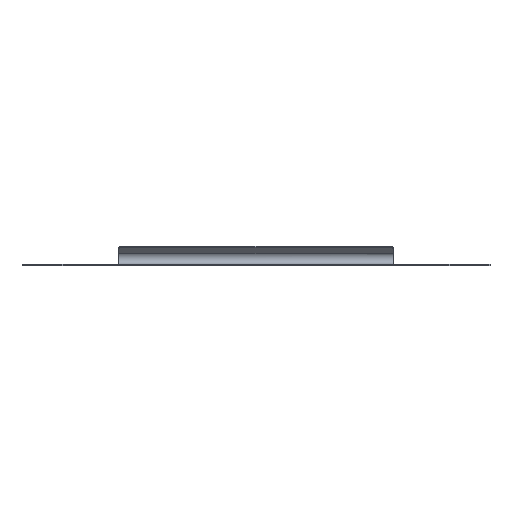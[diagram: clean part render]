
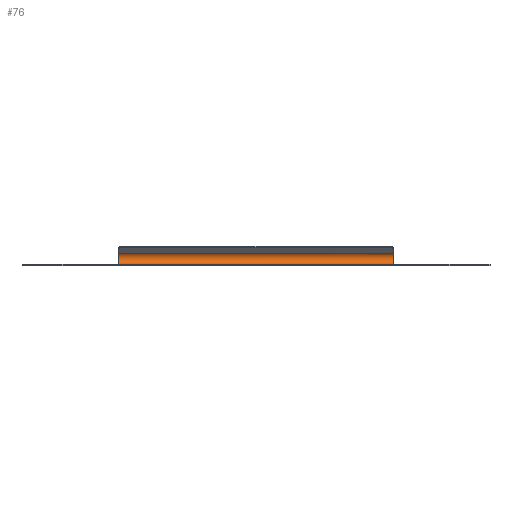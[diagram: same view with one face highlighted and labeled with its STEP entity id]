
A CAD part, front view. The second image highlights one B-rep face of the part: STEP entity #76.
In plain terms, the highlighted free-form (B-spline) face has degree [1, 2] with [2, 9] control points.
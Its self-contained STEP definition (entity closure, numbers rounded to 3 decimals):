
#76=ADVANCED_FACE('',(#333),#4120,.T.);
#333=FACE_OUTER_BOUND('',#616,.T.);
#616=EDGE_LOOP('',(#1123,#1124,#1125,#1126,#1127,#1128));
#1123=ORIENTED_EDGE('',*,*,#2401,.T.);
#1124=ORIENTED_EDGE('',*,*,#2398,.F.);
#1125=ORIENTED_EDGE('',*,*,#2400,.T.);
#1126=ORIENTED_EDGE('',*,*,#2403,.T.);
#1127=ORIENTED_EDGE('',*,*,#2399,.F.);
#1128=ORIENTED_EDGE('',*,*,#2402,.T.);
#2398=EDGE_CURVE('',#3853,#3854,#3226,.T.);
#2399=EDGE_CURVE('',#3856,#3855,#3227,.T.);
#2400=EDGE_CURVE('',#3853,#3857,#3228,.T.);
#2401=EDGE_CURVE('',#3858,#3854,#3229,.T.);
#2402=EDGE_CURVE('',#3856,#3858,#2966,.T.);
#2403=EDGE_CURVE('',#3857,#3855,#2967,.T.);
#2966=(
BOUNDED_CURVE()
B_SPLINE_CURVE(2,(#8299,#8300,#8301,#8302,#8303),.UNSPECIFIED.,.F.,.F.)
B_SPLINE_CURVE_WITH_KNOTS((3,2,3),(0.,4.287,8.574),
 .UNSPECIFIED.)
CURVE()
GEOMETRIC_REPRESENTATION_ITEM()
RATIONAL_B_SPLINE_CURVE((1.,0.86,1.,0.86,1.))
REPRESENTATION_ITEM('')
);
#2967=(
BOUNDED_CURVE()
B_SPLINE_CURVE(2,(#8304,#8305,#8306,#8307,#8308),.UNSPECIFIED.,.F.,.F.)
B_SPLINE_CURVE_WITH_KNOTS((3,2,3),(0.,4.287,8.574),
 .UNSPECIFIED.)
CURVE()
GEOMETRIC_REPRESENTATION_ITEM()
RATIONAL_B_SPLINE_CURVE((1.,0.86,1.,0.86,1.))
REPRESENTATION_ITEM('')
);
#3226=B_SPLINE_CURVE_WITH_KNOTS('',1,(#8287,#8288),.UNSPECIFIED.,.F.,.F.,
(2,2),(0.,173.536),.UNSPECIFIED.);
#3227=B_SPLINE_CURVE_WITH_KNOTS('',1,(#8289,#8290),.UNSPECIFIED.,.F.,.F.,
(2,2),(-173.,0.),.UNSPECIFIED.);
#3228=B_SPLINE_CURVE_WITH_KNOTS('',3,(#8291,#8292,#8293,#8294),
 .UNSPECIFIED.,.F.,.F.,(4,4),(0.,1.),.UNSPECIFIED.);
#3229=B_SPLINE_CURVE_WITH_KNOTS('',3,(#8295,#8296,#8297,#8298),
 .UNSPECIFIED.,.F.,.F.,(4,4),(0.,1.),.UNSPECIFIED.);
#3853=VERTEX_POINT('',#7459);
#3854=VERTEX_POINT('',#7460);
#3855=VERTEX_POINT('',#7461);
#3856=VERTEX_POINT('',#7462);
#3857=VERTEX_POINT('',#7463);
#3858=VERTEX_POINT('',#7464);
#4120=(
BOUNDED_SURFACE()
B_SPLINE_SURFACE(1,2,((#5113,#5114,#5115,#5116,#5117,#5118,#5119,#5120,
#5121),(#5122,#5123,#5124,#5125,#5126,#5127,#5128,#5129,#5130)),
 .UNSPECIFIED.,.F.,.F.,.F.)
B_SPLINE_SURFACE_WITH_KNOTS((2,2),(3,2,2,2,3),(0.,208.245),(0.,
1.571,3.142,4.712,6.283),
 .UNSPECIFIED.)
GEOMETRIC_REPRESENTATION_ITEM()
RATIONAL_B_SPLINE_SURFACE(((1.,0.707,1.,0.707,1.,
0.707,1.,0.707,1.),(1.,0.707,1.,0.707,
1.,0.707,1.,0.707,1.)))
REPRESENTATION_ITEM('')
SURFACE()
);
#5113=CARTESIAN_POINT('',(104.123,85.,5.));
#5114=CARTESIAN_POINT('',(104.123,85.,9.));
#5115=CARTESIAN_POINT('',(104.123,89.,9.));
#5116=CARTESIAN_POINT('',(104.123,93.,9.));
#5117=CARTESIAN_POINT('',(104.123,93.,5.));
#5118=CARTESIAN_POINT('',(104.123,93.,1.));
#5119=CARTESIAN_POINT('',(104.123,89.,1.));
#5120=CARTESIAN_POINT('',(104.123,85.,1.));
#5121=CARTESIAN_POINT('',(104.123,85.,5.));
#5122=CARTESIAN_POINT('',(-104.123,85.,5.));
#5123=CARTESIAN_POINT('',(-104.123,85.,9.));
#5124=CARTESIAN_POINT('',(-104.123,89.,9.));
#5125=CARTESIAN_POINT('',(-104.123,93.,9.));
#5126=CARTESIAN_POINT('',(-104.123,93.,5.));
#5127=CARTESIAN_POINT('',(-104.123,93.,1.));
#5128=CARTESIAN_POINT('',(-104.123,89.,1.));
#5129=CARTESIAN_POINT('',(-104.123,85.,1.));
#5130=CARTESIAN_POINT('',(-104.123,85.,5.));
#7459=CARTESIAN_POINT('',(86.768,89.,1.));
#7460=CARTESIAN_POINT('',(-86.768,89.,1.));
#7461=CARTESIAN_POINT('',(86.5,91.828,7.828));
#7462=CARTESIAN_POINT('',(-86.5,91.828,7.828));
#7463=CARTESIAN_POINT('',(86.5,89.845,1.09));
#7464=CARTESIAN_POINT('',(-86.5,89.845,1.09));
#8287=CARTESIAN_POINT('',(86.768,89.,1.));
#8288=CARTESIAN_POINT('',(-86.768,89.,1.));
#8289=CARTESIAN_POINT('',(-86.5,91.828,7.828));
#8290=CARTESIAN_POINT('',(86.5,91.828,7.828));
#8291=CARTESIAN_POINT('',(86.768,89.,1.));
#8292=CARTESIAN_POINT('',(86.595,89.339,1.));
#8293=CARTESIAN_POINT('',(86.505,89.622,1.042));
#8294=CARTESIAN_POINT('',(86.5,89.845,1.09));
#8295=CARTESIAN_POINT('',(-86.5,89.845,1.09));
#8296=CARTESIAN_POINT('',(-86.505,89.622,1.042));
#8297=CARTESIAN_POINT('',(-86.595,89.339,1.));
#8298=CARTESIAN_POINT('',(-86.768,89.,1.));
#8299=CARTESIAN_POINT('',(-86.5,91.828,7.828));
#8300=CARTESIAN_POINT('',(-86.5,93.508,6.149));
#8301=CARTESIAN_POINT('',(-86.5,92.837,3.87));
#8302=CARTESIAN_POINT('',(-86.5,92.166,1.592));
#8303=CARTESIAN_POINT('',(-86.5,89.845,1.09));
#8304=CARTESIAN_POINT('',(86.5,89.845,1.09));
#8305=CARTESIAN_POINT('',(86.5,92.166,1.592));
#8306=CARTESIAN_POINT('',(86.5,92.837,3.87));
#8307=CARTESIAN_POINT('',(86.5,93.508,6.149));
#8308=CARTESIAN_POINT('',(86.5,91.828,7.828));
